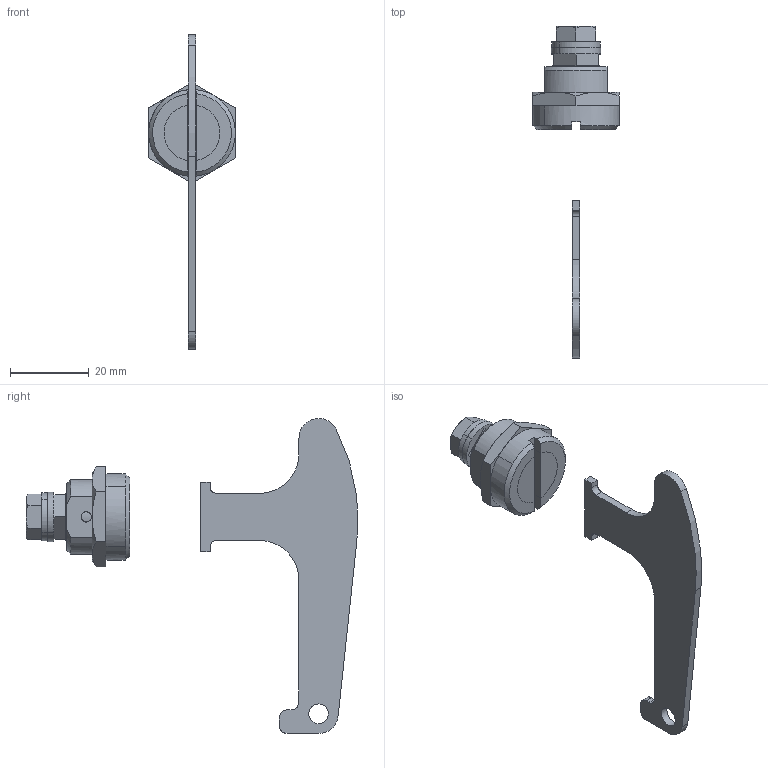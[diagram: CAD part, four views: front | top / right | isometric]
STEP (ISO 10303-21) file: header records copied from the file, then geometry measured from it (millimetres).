
FILE_DESCRIPTION((''),'2;1');
FILE_NAME('','2006-01-17T10:35:38',(''),(''),'','CADfix','');
FILE_SCHEMA(('AUTOMOTIVE_DESIGN'));
Length unit declared in the file: millimetre
Products named in the file (8): washer_B; washer_A; rotor; nut; key_handle; bolt; base; THA_184_21987_36
Assembly tree (7 placements, depth 2):
  THA_184_21987_36
    washer_B
    washer_A
    rotor
    nut
    key_handle
    bolt
    base
Bounding box: 22 x 84.3 x 80 mm (x, y, z)
Volume: 8050.6 mm3; surface area: 8357.6 mm2
Topology: 7 solids, 7 shells, 121 faces, 384 edges, 281 vertices
Faces by surface type: bspline 121
Entity records: 5663 total; most frequent: CARTESIAN_POINT 3163, ORIENTED_EDGE 768, EDGE_CURVE 384, VERTEX_POINT 281, B_SPLINE_CURVE_WITH_KNOTS 227, QUASI_UNIFORM_CURVE 157, EDGE_LOOP 137, FACE_OUTER_BOUND 121
